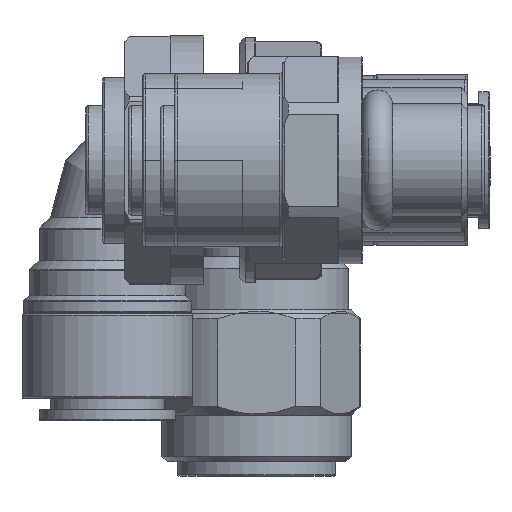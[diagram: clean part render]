
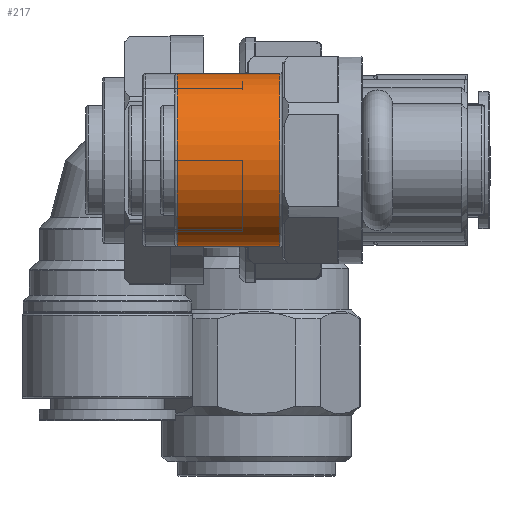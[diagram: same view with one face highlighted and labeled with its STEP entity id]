
A CAD part, left-side view. The second image highlights one B-rep face of the part: STEP entity #217.
In plain terms, the highlighted cylindrical face has radius 7.6 mm (diameter 15.2 mm), a full revolution.
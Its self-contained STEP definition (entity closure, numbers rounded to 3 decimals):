
#188 = VERTEX_POINT('',#189);
#189 = CARTESIAN_POINT('',(0.,26.5,-7.6));
#196 = EDGE_CURVE('',#188,#197,#199,.T.);
#197 = VERTEX_POINT('',#198);
#198 = CARTESIAN_POINT('',(7.6,26.5,0.));
#199 = CIRCLE('',#200,7.6);
#200 = AXIS2_PLACEMENT_3D('',#201,#202,#203);
#201 = CARTESIAN_POINT('',(0.,26.5,0.));
#202 = DIRECTION('',(-0.,1.,0.));
#203 = DIRECTION('',(1.,0.,0.));
#205 = EDGE_CURVE('',#197,#188,#206,.T.);
#206 = CIRCLE('',#207,7.6);
#207 = AXIS2_PLACEMENT_3D('',#208,#209,#210);
#208 = CARTESIAN_POINT('',(0.,26.5,0.));
#209 = DIRECTION('',(-0.,1.,0.));
#210 = DIRECTION('',(1.,0.,0.));
#217 = ADVANCED_FACE('',(#218),#247,.T.);
#218 = FACE_BOUND('',#219,.T.);
#219 = EDGE_LOOP('',(#220,#221,#222,#230,#239,#246));
#220 = ORIENTED_EDGE('',*,*,#196,.F.);
#221 = ORIENTED_EDGE('',*,*,#205,.F.);
#222 = ORIENTED_EDGE('',*,*,#223,.T.);
#223 = EDGE_CURVE('',#197,#224,#226,.T.);
#224 = VERTEX_POINT('',#225);
#225 = CARTESIAN_POINT('',(7.6,17.5,0.));
#226 = LINE('',#227,#228);
#227 = CARTESIAN_POINT('',(7.6,22.,0.));
#228 = VECTOR('',#229,1.);
#229 = DIRECTION('',(0.,-1.,0.));
#230 = ORIENTED_EDGE('',*,*,#231,.F.);
#231 = EDGE_CURVE('',#232,#224,#234,.T.);
#232 = VERTEX_POINT('',#233);
#233 = CARTESIAN_POINT('',(0.,17.5,-7.6));
#234 = CIRCLE('',#235,7.6);
#235 = AXIS2_PLACEMENT_3D('',#236,#237,#238);
#236 = CARTESIAN_POINT('',(0.,17.5,0.));
#237 = DIRECTION('',(0.,-1.,0.));
#238 = DIRECTION('',(1.,0.,0.));
#239 = ORIENTED_EDGE('',*,*,#240,.F.);
#240 = EDGE_CURVE('',#224,#232,#241,.T.);
#241 = CIRCLE('',#242,7.6);
#242 = AXIS2_PLACEMENT_3D('',#243,#244,#245);
#243 = CARTESIAN_POINT('',(0.,17.5,0.));
#244 = DIRECTION('',(0.,-1.,0.));
#245 = DIRECTION('',(1.,0.,0.));
#246 = ORIENTED_EDGE('',*,*,#223,.F.);
#247 = CYLINDRICAL_SURFACE('',#248,7.6);
#248 = AXIS2_PLACEMENT_3D('',#249,#250,#251);
#249 = CARTESIAN_POINT('',(0.,22.,0.));
#250 = DIRECTION('',(0.,1.,0.));
#251 = DIRECTION('',(-1.,0.,0.));
